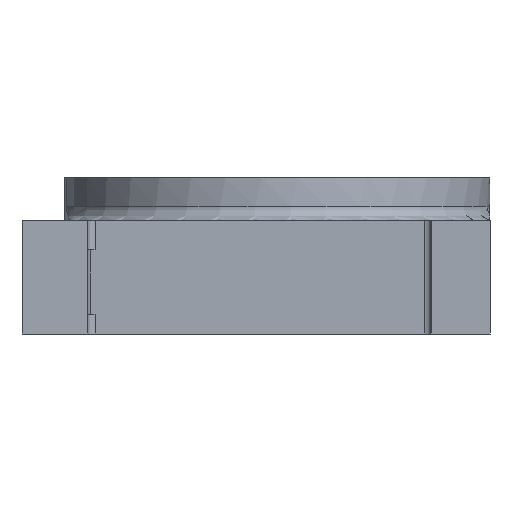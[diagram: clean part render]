
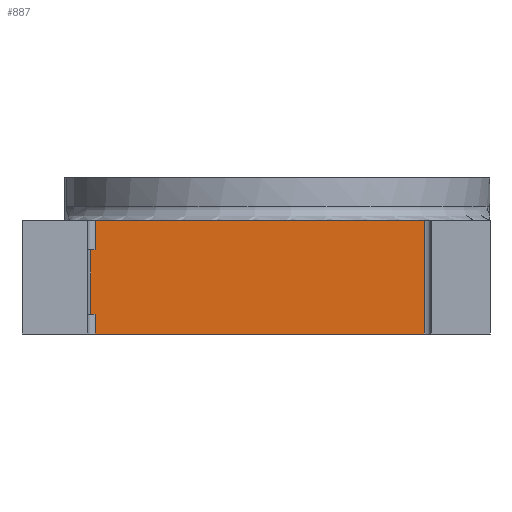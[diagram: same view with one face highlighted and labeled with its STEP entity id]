
A CAD part, left-side view. The second image highlights one B-rep face of the part: STEP entity #887.
In plain terms, the highlighted planar face has unit normal (-1, 0, 0).
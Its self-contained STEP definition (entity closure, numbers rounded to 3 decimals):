
#45=PLANE('',#955);
#74=LINE('',#1465,#141);
#82=LINE('',#1484,#149);
#83=LINE('',#1488,#150);
#84=LINE('',#1490,#151);
#85=LINE('',#1491,#152);
#86=LINE('',#1493,#153);
#87=LINE('',#1495,#154);
#88=LINE('',#1496,#155);
#141=VECTOR('',#1060,10.);
#149=VECTOR('',#1074,10.);
#150=VECTOR('',#1079,10.);
#151=VECTOR('',#1080,10.);
#152=VECTOR('',#1081,10.);
#153=VECTOR('',#1082,10.);
#154=VECTOR('',#1083,0.5);
#155=VECTOR('',#1084,10.);
#261=FACE_OUTER_BOUND('',#307,.T.);
#307=EDGE_LOOP('',(#665,#666,#667,#668,#669,#670,#671,#672));
#407=VERTEX_POINT('',#1458);
#410=VERTEX_POINT('',#1463);
#417=VERTEX_POINT('',#1481);
#418=VERTEX_POINT('',#1483);
#419=VERTEX_POINT('',#1487);
#420=VERTEX_POINT('',#1489);
#421=VERTEX_POINT('',#1492);
#422=VERTEX_POINT('',#1494);
#509=EDGE_CURVE('',#410,#407,#74,.T.);
#518=EDGE_CURVE('',#417,#418,#82,.T.);
#520=EDGE_CURVE('',#419,#410,#83,.T.);
#521=EDGE_CURVE('',#420,#419,#84,.T.);
#522=EDGE_CURVE('',#418,#420,#85,.T.);
#523=EDGE_CURVE('',#417,#421,#86,.T.);
#524=EDGE_CURVE('',#422,#421,#87,.T.);
#525=EDGE_CURVE('',#422,#407,#88,.T.);
#665=ORIENTED_EDGE('',*,*,#509,.F.);
#666=ORIENTED_EDGE('',*,*,#520,.F.);
#667=ORIENTED_EDGE('',*,*,#521,.F.);
#668=ORIENTED_EDGE('',*,*,#522,.F.);
#669=ORIENTED_EDGE('',*,*,#518,.F.);
#670=ORIENTED_EDGE('',*,*,#523,.T.);
#671=ORIENTED_EDGE('',*,*,#524,.F.);
#672=ORIENTED_EDGE('',*,*,#525,.T.);
#887=ADVANCED_FACE('',(#261),#45,.T.);
#955=AXIS2_PLACEMENT_3D('',#1486,#1077,#1078);
#1060=DIRECTION('',(0.,0.,1.));
#1074=DIRECTION('',(0.,0.,1.));
#1077=DIRECTION('center_axis',(-1.,0.,0.));
#1078=DIRECTION('ref_axis',(0.,-1.,0.));
#1079=DIRECTION('',(0.,1.,0.));
#1080=DIRECTION('',(0.,0.,-1.));
#1081=DIRECTION('',(0.,-1.,0.));
#1082=DIRECTION('',(0.,1.,0.));
#1083=DIRECTION('',(0.,0.,1.));
#1084=DIRECTION('',(0.,-1.,0.));
#1458=CARTESIAN_POINT('',(177.983,12.858,1.375));
#1463=CARTESIAN_POINT('',(177.983,12.858,0.));
#1465=CARTESIAN_POINT('',(177.983,12.858,0.));
#1481=CARTESIAN_POINT('',(177.983,12.858,5.942));
#1483=CARTESIAN_POINT('',(177.983,12.858,8.));
#1484=CARTESIAN_POINT('',(177.983,12.858,0.));
#1486=CARTESIAN_POINT('Origin',(177.983,11.358,0.));
#1487=CARTESIAN_POINT('',(177.983,-10.342,0.));
#1488=CARTESIAN_POINT('',(177.983,5.683,0.));
#1489=CARTESIAN_POINT('',(177.983,-10.342,8.));
#1490=CARTESIAN_POINT('',(177.983,-10.342,0.));
#1491=CARTESIAN_POINT('',(177.983,5.683,8.));
#1492=CARTESIAN_POINT('',(177.983,13.166,5.942));
#1493=CARTESIAN_POINT('',(177.983,14.683,5.942));
#1494=CARTESIAN_POINT('',(177.983,13.166,1.375));
#1495=CARTESIAN_POINT('',(177.983,13.166,1.375));
#1496=CARTESIAN_POINT('',(177.983,14.683,1.375));
